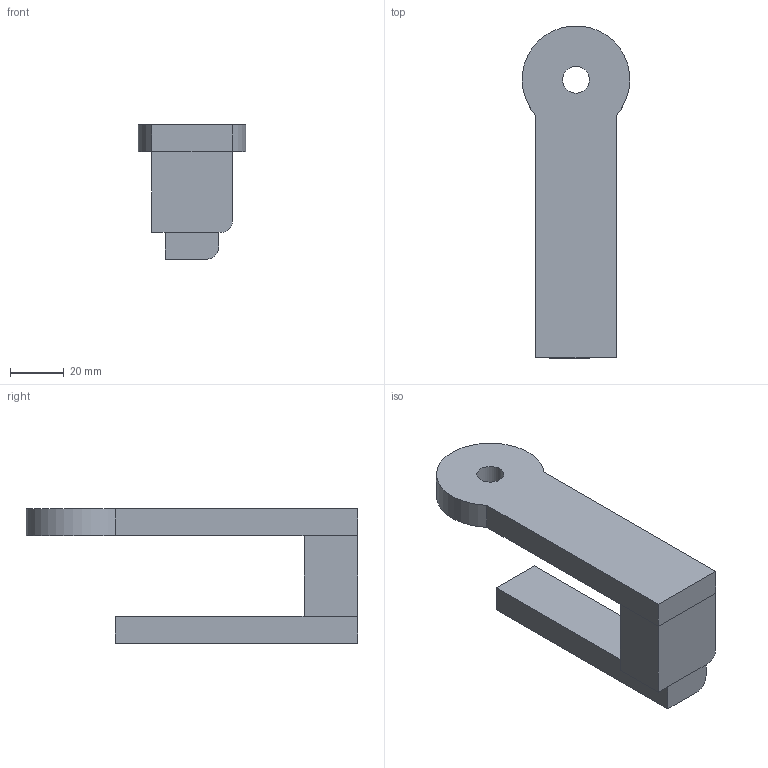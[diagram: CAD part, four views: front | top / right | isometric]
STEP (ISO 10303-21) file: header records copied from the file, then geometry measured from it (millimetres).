
FILE_DESCRIPTION(('FreeCAD Model'),'2;1');
FILE_NAME('Open CASCADE Shape Model','2023-10-18T00:04:42',('Author'),( ''),'Open CASCADE STEP processor 7.6','FreeCAD','Unknown');
FILE_SCHEMA(('AUTOMOTIVE_DESIGN { 1 0 10303 214 1 1 1 1 }'));
Length unit declared in the file: millimetre
Products named in the file (1): Body
Bounding box: 39.96 x 123.16 x 50 mm (x, y, z)
Volume: 72821.5 mm3; surface area: 18561.1 mm2
Topology: 1 solids, 1 shells, 21 faces, 49 edges, 30 vertices
Faces by surface type: plane 17, cylinder 4
Full cylindrical faces by diameter (mm): 10 x1
Entity records: 1259 total; most frequent: CARTESIAN_POINT 217, DIRECTION 196, LINE 131, VECTOR 131, ORIENTED_EDGE 98, PCURVE 98, DEFINITIONAL_REPRESENTATION 98, EDGE_CURVE 49
